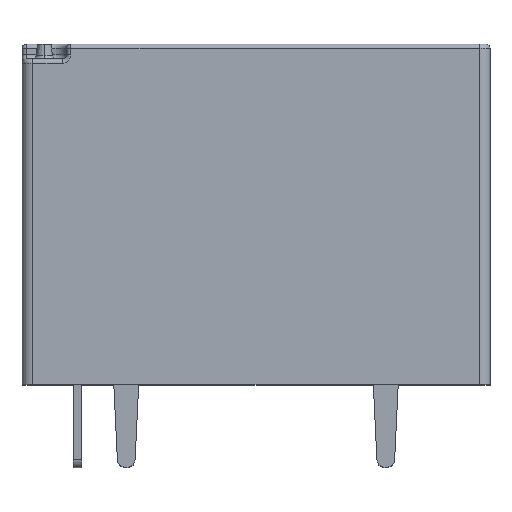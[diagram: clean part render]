
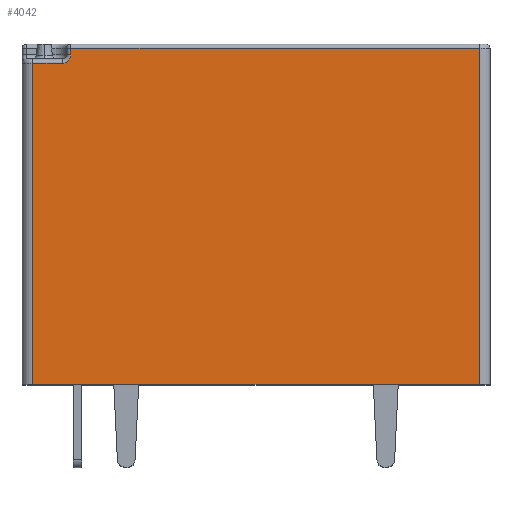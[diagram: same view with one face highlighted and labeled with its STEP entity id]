
A CAD part, top view. The second image highlights one B-rep face of the part: STEP entity #4042.
In plain terms, the highlighted planar face has unit normal (0, 0, 1).
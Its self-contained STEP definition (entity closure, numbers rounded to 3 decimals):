
#144 = EDGE_CURVE ( 'NONE', #2270, #2568, #4457, .T. ) ;
#146 = EDGE_LOOP ( 'NONE', ( #3817, #2394, #4089, #1379, #2452, #252, #3515 ) ) ;
#166 = CARTESIAN_POINT ( 'NONE',  ( 11., 16., 8. ) ) ;
#214 = CARTESIAN_POINT ( 'NONE',  ( 11., 15.1, 8. ) ) ;
#252 = ORIENTED_EDGE ( 'NONE', *, *, #4664, .T. ) ;
#581 = LINE ( 'NONE', #1745, #3495 ) ;
#659 = VERTEX_POINT ( 'NONE', #2675 ) ;
#715 = LINE ( 'NONE', #214, #3982 ) ;
#807 = DIRECTION ( 'NONE',  ( 0., 0., 1. ) ) ;
#1057 = EDGE_CURVE ( 'NONE', #659, #3189, #581, .T. ) ;
#1128 = CARTESIAN_POINT ( 'NONE',  ( -8.7, 15.8, 8. ) ) ;
#1132 = CARTESIAN_POINT ( 'NONE',  ( -9.1, 15.5, 8. ) ) ;
#1325 = VECTOR ( 'NONE', #1544, 1000. ) ;
#1349 = VECTOR ( 'NONE', #4831, 1000. ) ;
#1354 = DIRECTION ( 'NONE',  ( -1., 0., 0. ) ) ;
#1379 = ORIENTED_EDGE ( 'NONE', *, *, #2917, .T. ) ;
#1380 = EDGE_CURVE ( 'NONE', #1454, #1945, #4399, .T. ) ;
#1446 = CARTESIAN_POINT ( 'NONE',  ( 11., 0., 8. ) ) ;
#1454 = VERTEX_POINT ( 'NONE', #1473 ) ;
#1473 = CARTESIAN_POINT ( 'NONE',  ( -10.5, 15.1, 8. ) ) ;
#1544 = DIRECTION ( 'NONE',  ( -1., 0., 0. ) ) ;
#1745 = CARTESIAN_POINT ( 'NONE',  ( 10.5, 16., 8. ) ) ;
#1945 = VERTEX_POINT ( 'NONE', #2763 ) ;
#1977 = CARTESIAN_POINT ( 'NONE',  ( 10.5, 15.8, 8. ) ) ;
#2030 = LINE ( 'NONE', #2289, #1325 ) ;
#2243 = DIRECTION ( 'NONE',  ( 0., -1., 0. ) ) ;
#2244 = DIRECTION ( 'NONE',  ( -1., 0., 0. ) ) ;
#2270 = VERTEX_POINT ( 'NONE', #4537 ) ;
#2289 = CARTESIAN_POINT ( 'NONE',  ( -8.9, 15.8, 8. ) ) ;
#2394 = ORIENTED_EDGE ( 'NONE', *, *, #3358, .T. ) ;
#2446 = EDGE_CURVE ( 'NONE', #3189, #3691, #2030, .T. ) ;
#2452 = ORIENTED_EDGE ( 'NONE', *, *, #1380, .T. ) ;
#2454 = LINE ( 'NONE', #3622, #3694 ) ;
#2490 = PLANE ( 'NONE',  #3548 ) ;
#2526 = DIRECTION ( 'NONE',  ( -1., 0., 0. ) ) ;
#2568 = VERTEX_POINT ( 'NONE', #4240 ) ;
#2675 = CARTESIAN_POINT ( 'NONE',  ( 10.5, 0., 8. ) ) ;
#2763 = CARTESIAN_POINT ( 'NONE',  ( -10.5, 0., 8. ) ) ;
#2917 = EDGE_CURVE ( 'NONE', #2270, #1454, #715, .T. ) ;
#3189 = VERTEX_POINT ( 'NONE', #1977 ) ;
#3209 = DIRECTION ( 'NONE',  ( 0., -1., 0. ) ) ;
#3358 = EDGE_CURVE ( 'NONE', #3691, #2568, #2454, .T. ) ;
#3495 = VECTOR ( 'NONE', #4062, 1000. ) ;
#3515 = ORIENTED_EDGE ( 'NONE', *, *, #1057, .T. ) ;
#3534 = VECTOR ( 'NONE', #2243, 1000. ) ;
#3548 = AXIS2_PLACEMENT_3D ( 'NONE', #166, #4732, #1354 ) ;
#3622 = CARTESIAN_POINT ( 'NONE',  ( -8.7, 16., 8. ) ) ;
#3674 = FACE_OUTER_BOUND ( 'NONE', #146, .T. ) ;
#3691 = VERTEX_POINT ( 'NONE', #1128 ) ;
#3694 = VECTOR ( 'NONE', #3209, 1000. ) ;
#3817 = ORIENTED_EDGE ( 'NONE', *, *, #2446, .T. ) ;
#3982 = VECTOR ( 'NONE', #2526, 1000. ) ;
#4042 = ADVANCED_FACE ( 'NONE', ( #3674 ), #2490, .F. ) ;
#4062 = DIRECTION ( 'NONE',  ( 0., 1., 0. ) ) ;
#4089 = ORIENTED_EDGE ( 'NONE', *, *, #144, .F. ) ;
#4240 = CARTESIAN_POINT ( 'NONE',  ( -8.7, 15.5, 8. ) ) ;
#4399 = LINE ( 'NONE', #4858, #3534 ) ;
#4457 = CIRCLE ( 'NONE', #4679, 0.4 ) ;
#4537 = CARTESIAN_POINT ( 'NONE',  ( -9.1, 15.1, 8. ) ) ;
#4652 = LINE ( 'NONE', #1446, #1349 ) ;
#4664 = EDGE_CURVE ( 'NONE', #1945, #659, #4652, .T. ) ;
#4679 = AXIS2_PLACEMENT_3D ( 'NONE', #1132, #807, #2244 ) ;
#4732 = DIRECTION ( 'NONE',  ( 0., 0., -1. ) ) ;
#4831 = DIRECTION ( 'NONE',  ( 1., 0., 0. ) ) ;
#4858 = CARTESIAN_POINT ( 'NONE',  ( -10.5, 16., 8. ) ) ;
